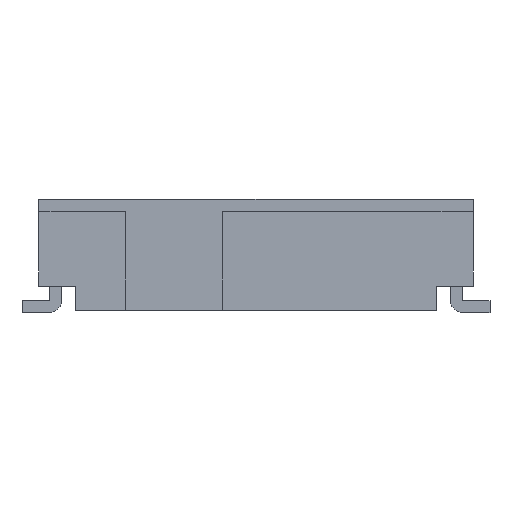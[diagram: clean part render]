
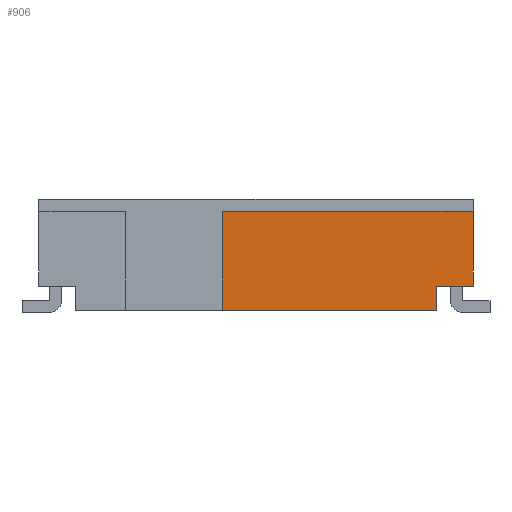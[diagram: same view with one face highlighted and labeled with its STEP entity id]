
A CAD part, left-side view. The second image highlights one B-rep face of the part: STEP entity #906.
In plain terms, the highlighted planar face has unit normal (-1, 0, 0).
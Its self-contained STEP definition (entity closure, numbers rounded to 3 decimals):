
#906 = ADVANCED_FACE( '', ( #2260 ), #2261, .F. );
#2260 = FACE_OUTER_BOUND( '', #4133, .T. );
#2261 = PLANE( '', #4134 );
#4133 = EDGE_LOOP( '', ( #6737, #6738, #6739, #6740, #6741, #6742 ) );
#4134 = AXIS2_PLACEMENT_3D( '', #6743, #6744, #6745 );
#6737 = ORIENTED_EDGE( '', *, *, #12092, .F. );
#6738 = ORIENTED_EDGE( '', *, *, #12093, .T. );
#6739 = ORIENTED_EDGE( '', *, *, #12094, .T. );
#6740 = ORIENTED_EDGE( '', *, *, #12095, .T. );
#6741 = ORIENTED_EDGE( '', *, *, #11787, .F. );
#6742 = ORIENTED_EDGE( '', *, *, #12096, .F. );
#6743 = CARTESIAN_POINT( '', ( -8.25, 4.5, 2.05 ) );
#6744 = DIRECTION( '', ( 1., 0., 0. ) );
#6745 = DIRECTION( '', ( 0., 0., -1. ) );
#11787 = EDGE_CURVE( '', #14248, #14250, #14251, .T. );
#12092 = EDGE_CURVE( '', #14764, #14765, #14766, .T. );
#12093 = EDGE_CURVE( '', #14764, #14767, #14768, .T. );
#12094 = EDGE_CURVE( '', #14767, #14769, #14770, .T. );
#12095 = EDGE_CURVE( '', #14769, #14250, #14771, .T. );
#12096 = EDGE_CURVE( '', #14765, #14248, #14772, .T. );
#14248 = VERTEX_POINT( '', #17862 );
#14250 = VERTEX_POINT( '', #17865 );
#14251 = LINE( '', #17866, #17867 );
#14764 = VERTEX_POINT( '', #18650 );
#14765 = VERTEX_POINT( '', #18651 );
#14766 = LINE( '', #18652, #18653 );
#14767 = VERTEX_POINT( '', #18654 );
#14768 = LINE( '', #18655, #18656 );
#14769 = VERTEX_POINT( '', #18657 );
#14770 = LINE( '', #18658, #18659 );
#14771 = LINE( '', #18660, #18661 );
#14772 = LINE( '', #18662, #18663 );
#17862 = CARTESIAN_POINT( '', ( -8.25, -4.5, 2.05 ) );
#17865 = CARTESIAN_POINT( '', ( -8.25, -4.5, 0.5 ) );
#17866 = CARTESIAN_POINT( '', ( -8.25, -4.5, 2.05 ) );
#17867 = VECTOR( '', #22462, 1000. );
#18650 = CARTESIAN_POINT( '', ( -8.25, 0.7, 0. ) );
#18651 = CARTESIAN_POINT( '', ( -8.25, 0.7, 2.05 ) );
#18652 = CARTESIAN_POINT( '', ( -8.25, 0.7, 2.05 ) );
#18653 = VECTOR( '', #22771, 1000. );
#18654 = CARTESIAN_POINT( '', ( -8.25, -3.75, 0. ) );
#18655 = CARTESIAN_POINT( '', ( -8.25, 4.5, 0. ) );
#18656 = VECTOR( '', #22772, 1000. );
#18657 = CARTESIAN_POINT( '', ( -8.25, -3.75, 0.5 ) );
#18658 = CARTESIAN_POINT( '', ( -8.25, -3.75, 2.05 ) );
#18659 = VECTOR( '', #22773, 1000. );
#18660 = CARTESIAN_POINT( '', ( -8.25, 4.5, 0.5 ) );
#18661 = VECTOR( '', #22774, 1000. );
#18662 = CARTESIAN_POINT( '', ( -8.25, 4.5, 2.05 ) );
#18663 = VECTOR( '', #22775, 1000. );
#22462 = DIRECTION( '', ( 0., 0., -1. ) );
#22771 = DIRECTION( '', ( 0., 0., 1. ) );
#22772 = DIRECTION( '', ( 0., -1., 0. ) );
#22773 = DIRECTION( '', ( 0., 0., 1. ) );
#22774 = DIRECTION( '', ( 0., -1., 0. ) );
#22775 = DIRECTION( '', ( 0., -1., 0. ) );
